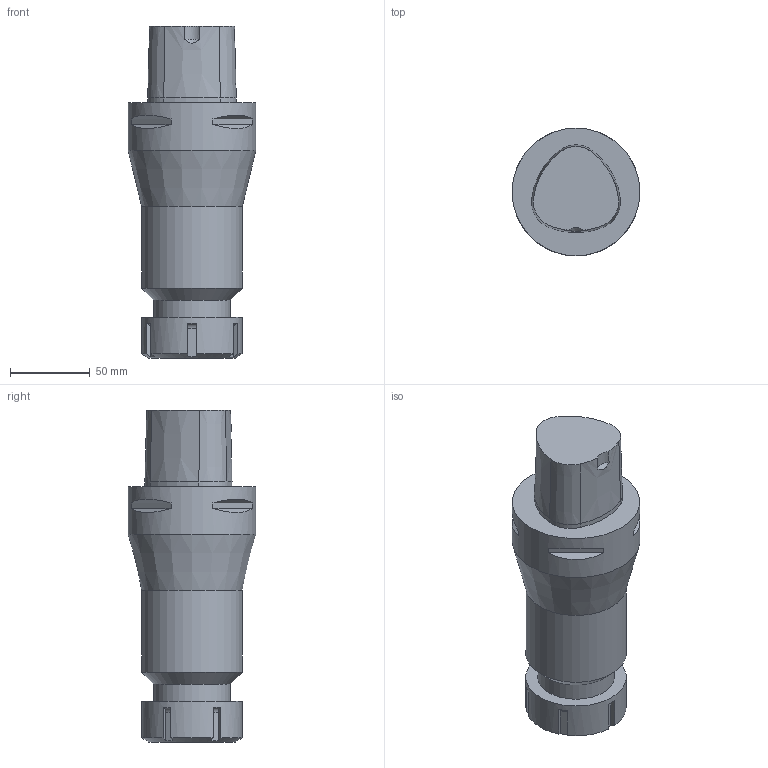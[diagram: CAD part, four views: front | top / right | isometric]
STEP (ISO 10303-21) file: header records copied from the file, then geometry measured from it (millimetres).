
FILE_DESCRIPTION(/* description */ (''),/* implementation_level */ '2;1');
FILE_NAME(/* name */ '1493026779974.stp',/* time_stamp */ '2017-04-24T11:39:44+02:00',/* author */ (''),/* organization */ ('SMS'),/* preprocessor_version */ 'ST-DEVELOPER v15',/* originating_system */ 'SIEMENS PLM Software NX 8.5',/* authorisation */ '');
FILE_SCHEMA (('AUTOMOTIVE_DESIGN { 1 0 10303 214 3 1 1 1 }'));
Length unit declared in the file: millimetre
Products named in the file (1): C8-391.14-40160-636201115290485188-1
Bounding box: 80 x 80 x 208 mm (x, y, z)
Volume: 646754.2 mm3; surface area: 56325.9 mm2
Topology: 1 solids, 1 shells, 63 faces, 164 edges, 113 vertices
Faces by surface type: plane 35, cylinder 18, cone 10
Full cylindrical faces by diameter (mm): 26 x1, 48 x1, 63 x2, 80 x1
Entity records: 1968 total; most frequent: CARTESIAN_POINT 432, ORIENTED_EDGE 308, DIRECTION 308, EDGE_CURVE 154, AXIS2_PLACEMENT_3D 125, VERTEX_POINT 108, EDGE_LOOP 78, ADVANCED_FACE 63
